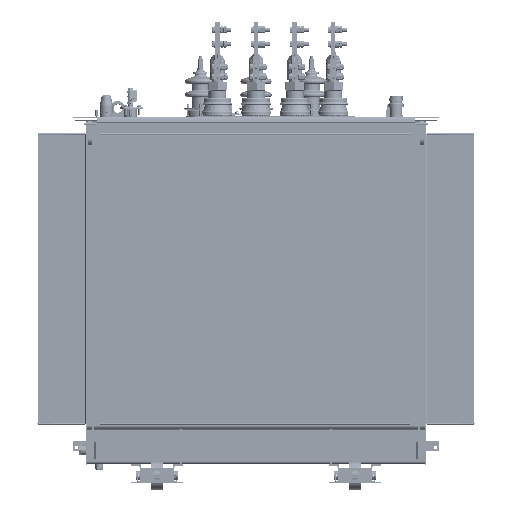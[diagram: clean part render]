
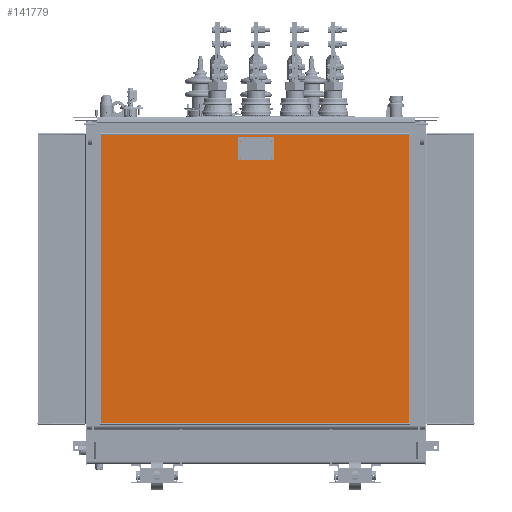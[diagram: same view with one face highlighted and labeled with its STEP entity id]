
A CAD part, front view. The second image highlights one B-rep face of the part: STEP entity #141779.
In plain terms, the highlighted planar face has unit normal (0, -1, 0).
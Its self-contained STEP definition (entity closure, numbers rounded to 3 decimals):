
#13751=LINE('',#270543,#23683);
#13754=LINE('',#270549,#23686);
#13755=LINE('',#270551,#23687);
#13756=LINE('',#270552,#23688);
#23683=VECTOR('',#190307,1200.);
#23686=VECTOR('',#190312,1278.);
#23687=VECTOR('',#190313,1200.);
#23688=VECTOR('',#190314,1278.);
#28689=PLANE('',#154695);
#39245=FACE_OUTER_BOUND('',#49801,.T.);
#49801=EDGE_LOOP('',(#123893,#123894,#123895,#123896));
#68159=VERTEX_POINT('',#270540);
#68160=VERTEX_POINT('',#270542);
#68162=VERTEX_POINT('',#270548);
#68163=VERTEX_POINT('',#270550);
#86712=EDGE_CURVE('',#68160,#68159,#13751,.T.);
#86715=EDGE_CURVE('',#68159,#68162,#13754,.T.);
#86716=EDGE_CURVE('',#68163,#68162,#13755,.T.);
#86717=EDGE_CURVE('',#68163,#68160,#13756,.T.);
#123893=ORIENTED_EDGE('',*,*,#86715,.T.);
#123894=ORIENTED_EDGE('',*,*,#86716,.F.);
#123895=ORIENTED_EDGE('',*,*,#86717,.T.);
#123896=ORIENTED_EDGE('',*,*,#86712,.T.);
#141779=ADVANCED_FACE('',(#39245),#28689,.T.);
#154695=AXIS2_PLACEMENT_3D('',#270547,#190310,#190311);
#190307=DIRECTION('',(0.,0.,1.));
#190310=DIRECTION('center_axis',(0.,-1.,0.));
#190311=DIRECTION('ref_axis',(1.,0.,0.));
#190312=DIRECTION('',(-1.,0.,0.));
#190313=DIRECTION('',(0.,0.,1.));
#190314=DIRECTION('',(1.,0.,0.));
#270540=CARTESIAN_POINT('',(635.,-613.8,1367.));
#270542=CARTESIAN_POINT('',(635.,-613.8,167.));
#270543=CARTESIAN_POINT('',(635.,-613.8,167.));
#270547=CARTESIAN_POINT('Origin',(-643.,-613.8,167.));
#270548=CARTESIAN_POINT('',(-643.,-613.8,1367.));
#270549=CARTESIAN_POINT('',(-323.5,-613.8,1367.));
#270550=CARTESIAN_POINT('',(-643.,-613.8,167.));
#270551=CARTESIAN_POINT('',(-643.,-613.8,167.));
#270552=CARTESIAN_POINT('',(-643.,-613.8,167.));
